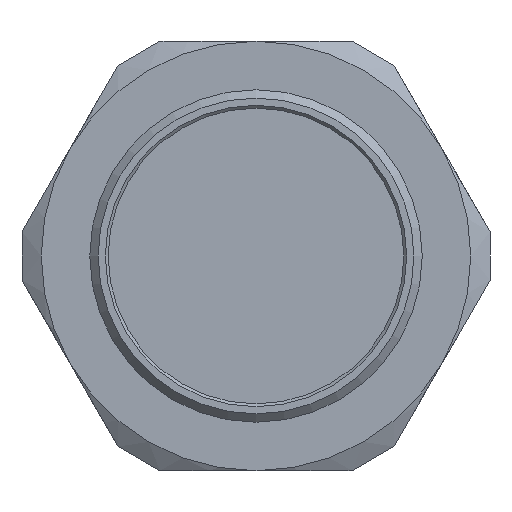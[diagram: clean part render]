
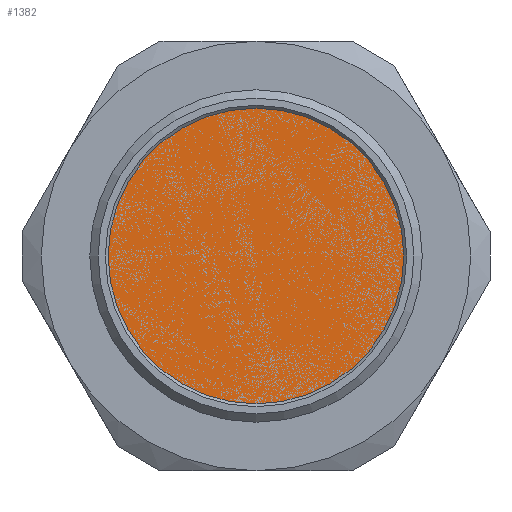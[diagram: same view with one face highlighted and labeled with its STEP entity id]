
A CAD part, front view. The second image highlights one B-rep face of the part: STEP entity #1382.
In plain terms, the highlighted planar face has unit normal (0, 1, 0).
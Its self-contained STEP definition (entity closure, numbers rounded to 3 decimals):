
#430=FACE_OUTER_BOUND('',#515,.T.);
#515=EDGE_LOOP('',(#1269));
#588=CIRCLE('',#1554,29.807);
#707=VERTEX_POINT('',#2460);
#895=EDGE_CURVE('',#707,#707,#588,.T.);
#1269=ORIENTED_EDGE('',*,*,#895,.T.);
#1303=PLANE('',#1553);
#1382=ADVANCED_FACE('',(#430),#1303,.T.);
#1553=AXIS2_PLACEMENT_3D('',#2459,#1925,#1926);
#1554=AXIS2_PLACEMENT_3D('',#2461,#1927,#1928);
#1925=DIRECTION('center_axis',(0.,1.,0.));
#1926=DIRECTION('ref_axis',(0.,0.,1.));
#1927=DIRECTION('center_axis',(0.,1.,0.));
#1928=DIRECTION('ref_axis',(1.,0.,0.));
#2459=CARTESIAN_POINT('Origin',(705.32,138.97,428.8));
#2460=CARTESIAN_POINT('',(675.513,138.97,428.8));
#2461=CARTESIAN_POINT('Origin',(705.32,138.97,428.8));
